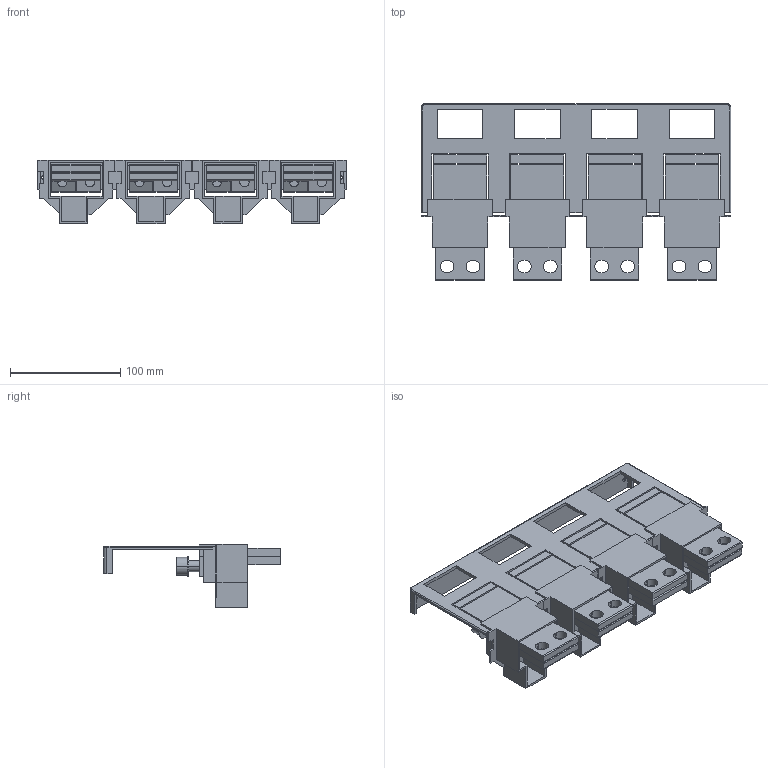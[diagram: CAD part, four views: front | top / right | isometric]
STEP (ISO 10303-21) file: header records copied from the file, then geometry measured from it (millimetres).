
FILE_DESCRIPTION(('CATIA V5 STEP Exchange'),'2;1');
FILE_NAME('1SDH001252R0057_1PA_001_01_E1.2_IV_F_TERMINALS_HR_UPPER.stp','2014-03-06T09:25:57+00:00',('none'),('none'),'CATIA Version 5 Release 20 SP 5 (IN-10)','CATIA V5 STEP AP214','none');
FILE_SCHEMA(('AUTOMOTIVE_DESIGN { 1 0 10303 214 1 1 1 1 }'));
Length unit declared in the file: millimetre
Products named in the file (1): 1SDH001252R0057_1PA_001_01_E1.2_IV_F_TERMINALS_HR_UPPER
Bounding box: 280 x 160 x 57.75 mm (x, y, z)
Volume: 359238 mm3; surface area: 231584.1 mm2
Topology: 41 solids, 41 shells, 689 faces, 1869 edges, 1270 vertices
Faces by surface type: plane 514, cylinder 169, cone 4, torus 2
Entity records: 20948 total; most frequent: CARTESIAN_POINT 3902, ORIENTED_EDGE 3738, DIRECTION 2829, EDGE_CURVE 1869, VECTOR 1505, LINE 1505, VERTEX_POINT 1270, AXIS2_PLACEMENT_3D 829
